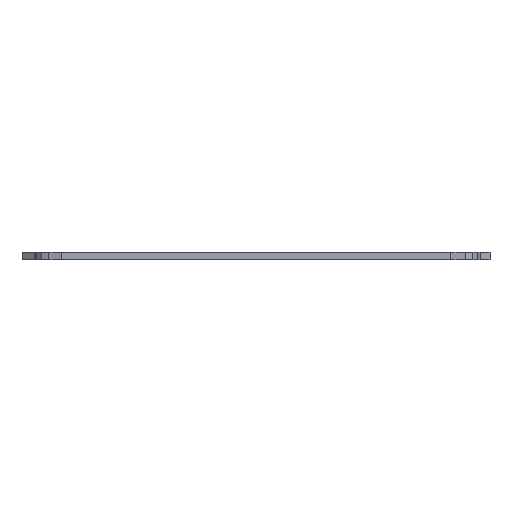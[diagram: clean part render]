
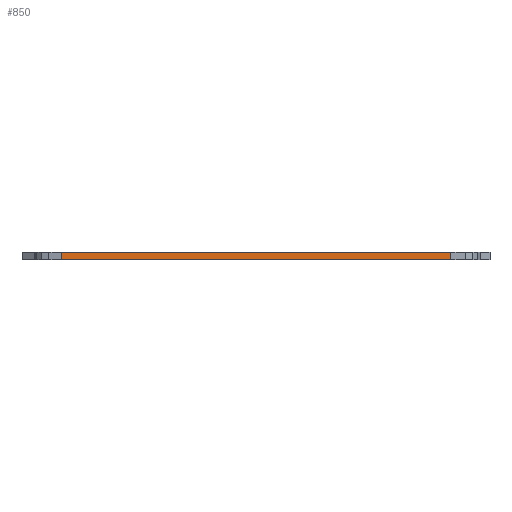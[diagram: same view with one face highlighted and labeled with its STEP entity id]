
A CAD part, front view. The second image highlights one B-rep face of the part: STEP entity #850.
In plain terms, the highlighted planar face has unit normal (0.006, -1, 0).
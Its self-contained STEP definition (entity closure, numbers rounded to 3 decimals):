
#825 = VERTEX_POINT('',#826);
#826 = CARTESIAN_POINT('',(251.4,-106.5,1.51));
#832 = EDGE_CURVE('',#833,#825,#835,.T.);
#833 = VERTEX_POINT('',#834);
#834 = CARTESIAN_POINT('',(251.4,-106.5,0.));
#835 = LINE('',#836,#837);
#836 = CARTESIAN_POINT('',(251.4,-106.5,0.));
#837 = VECTOR('',#838,1.);
#838 = DIRECTION('',(0.,0.,1.));
#850 = ADVANCED_FACE('',(#851),#876,.T.);
#851 = FACE_BOUND('',#852,.T.);
#852 = EDGE_LOOP('',(#853,#854,#862,#870));
#853 = ORIENTED_EDGE('',*,*,#832,.T.);
#854 = ORIENTED_EDGE('',*,*,#855,.T.);
#855 = EDGE_CURVE('',#825,#856,#858,.T.);
#856 = VERTEX_POINT('',#857);
#857 = CARTESIAN_POINT('',(171.9,-107.,1.51));
#858 = LINE('',#859,#860);
#859 = CARTESIAN_POINT('',(251.4,-106.5,1.51));
#860 = VECTOR('',#861,1.);
#861 = DIRECTION('',(-1.,-0.006,0.));
#862 = ORIENTED_EDGE('',*,*,#863,.F.);
#863 = EDGE_CURVE('',#864,#856,#866,.T.);
#864 = VERTEX_POINT('',#865);
#865 = CARTESIAN_POINT('',(171.9,-107.,0.));
#866 = LINE('',#867,#868);
#867 = CARTESIAN_POINT('',(171.9,-107.,0.));
#868 = VECTOR('',#869,1.);
#869 = DIRECTION('',(0.,0.,1.));
#870 = ORIENTED_EDGE('',*,*,#871,.F.);
#871 = EDGE_CURVE('',#833,#864,#872,.T.);
#872 = LINE('',#873,#874);
#873 = CARTESIAN_POINT('',(251.4,-106.5,0.));
#874 = VECTOR('',#875,1.);
#875 = DIRECTION('',(-1.,-0.006,0.));
#876 = PLANE('',#877);
#877 = AXIS2_PLACEMENT_3D('',#878,#879,#880);
#878 = CARTESIAN_POINT('',(251.4,-106.5,0.));
#879 = DIRECTION('',(0.006,-1.,0.));
#880 = DIRECTION('',(-1.,-0.006,0.));
